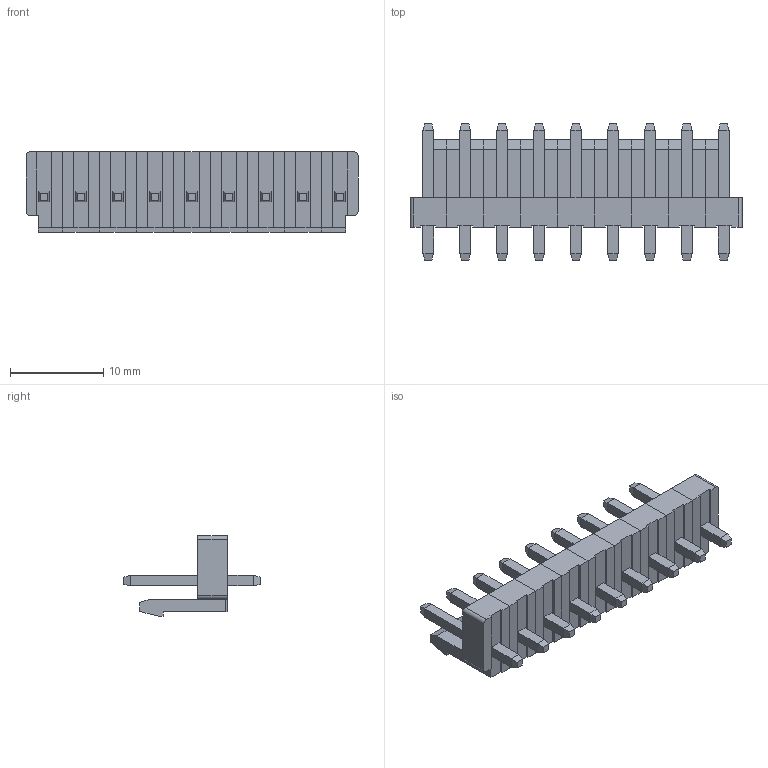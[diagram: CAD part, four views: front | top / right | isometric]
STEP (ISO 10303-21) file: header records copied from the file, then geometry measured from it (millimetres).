
FILE_DESCRIPTION(('FreeCAD Model'),'2;1');
FILE_NAME('Open CASCADE Shape Model','2025-08-21T12:31:58',(''),(''), 'Open CASCADE STEP processor 7.8','FreeCAD','Unknown');
FILE_SCHEMA(('AP242_MANAGED_MODEL_BASED_3D_ENGINEERING_MIM_LF. {1 0 10303 442 1 1 4 }'));
Length unit declared in the file: millimetre
Products named in the file (4): Assembly; Body; Pocket001
Assembly tree (9 placements, depth 2):
  Assembly
    Body
    Body
    Pocket001  x7
Bounding box: 35.58 x 14.6 x 8.6 mm (x, y, z)
Volume: 1314.6 mm3; surface area: 2318.9 mm2
Topology: 9 solids, 9 shells, 314 faces, 760 edges, 482 vertices
Faces by surface type: plane 310, cylinder 4
Entity records: 3272 total; most frequent: CARTESIAN_POINT 558, ORIENTED_EDGE 536, DIRECTION 516, EDGE_CURVE 268, LINE 260, VECTOR 260, VERTEX_POINT 170, AXIS2_PLACEMENT_3D 128
